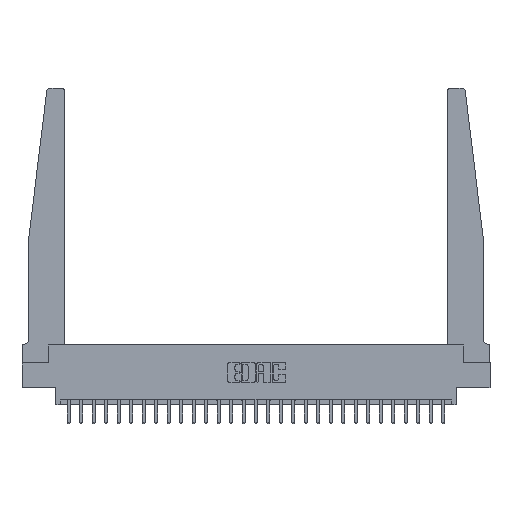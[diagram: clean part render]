
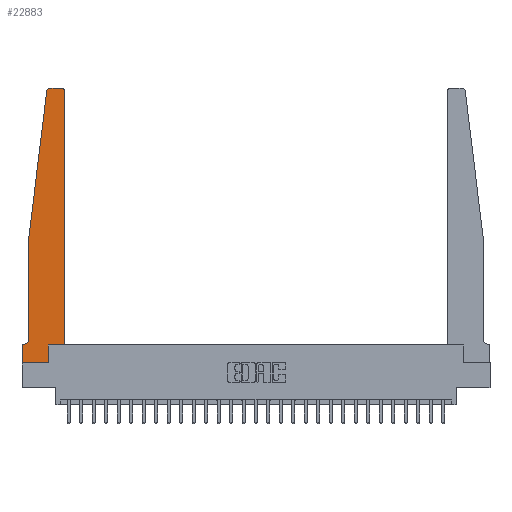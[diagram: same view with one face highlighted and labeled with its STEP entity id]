
A CAD part, top view. The second image highlights one B-rep face of the part: STEP entity #22883.
In plain terms, the highlighted planar face has unit normal (0, 0, 1).
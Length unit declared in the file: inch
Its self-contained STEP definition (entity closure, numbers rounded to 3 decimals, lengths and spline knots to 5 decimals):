
#264 = ORIENTED_EDGE ( 'NONE', *, *, #4166, .T. ) ;
#714 = VERTEX_POINT ( 'NONE', #14470 ) ;
#822 = VECTOR ( 'NONE', #16551, 39.37008 ) ;
#1072 = VECTOR ( 'NONE', #14204, 39.37008 ) ;
#1239 = VERTEX_POINT ( 'NONE', #18294 ) ;
#1384 = LINE ( 'NONE', #9811, #13871 ) ;
#1524 = EDGE_CURVE ( 'NONE', #10641, #17797, #2867, .T. ) ;
#2004 = CARTESIAN_POINT ( 'NONE',  ( 0.2605, 0., 0.37 ) ) ;
#2768 = EDGE_CURVE ( 'NONE', #5215, #10641, #20718, .T. ) ;
#2867 = LINE ( 'NONE', #4815, #8725 ) ;
#3008 = VECTOR ( 'NONE', #25150, 39.37008 ) ;
#3069 = EDGE_CURVE ( 'NONE', #8439, #21212, #1384, .T. ) ;
#3953 = ORIENTED_EDGE ( 'NONE', *, *, #3069, .T. ) ;
#4122 = VECTOR ( 'NONE', #16236, 39.37008 ) ;
#4151 = AXIS2_PLACEMENT_3D ( 'NONE', #21499, #9005, #12966 ) ;
#4166 = EDGE_CURVE ( 'NONE', #714, #5215, #23451, .T. ) ;
#4815 = CARTESIAN_POINT ( 'NONE',  ( 0.425, 0.18, 0.37 ) ) ;
#5215 = VERTEX_POINT ( 'NONE', #2004 ) ;
#5318 = FACE_OUTER_BOUND ( 'NONE', #21831, .T. ) ;
#5830 = ORIENTED_EDGE ( 'NONE', *, *, #17757, .T. ) ;
#6151 = CARTESIAN_POINT ( 'NONE',  ( 0.2605, 0.18, 0.37 ) ) ;
#6375 = CARTESIAN_POINT ( 'NONE',  ( 0.425, 0.18, 0.37 ) ) ;
#6630 = VERTEX_POINT ( 'NONE', #14667 ) ;
#7092 = ORIENTED_EDGE ( 'NONE', *, *, #8605, .T. ) ;
#7474 = AXIS2_PLACEMENT_3D ( 'NONE', #18495, #26888, #12043 ) ;
#7744 = DIRECTION ( 'NONE',  ( 0., -1., 0. ) ) ;
#7926 = EDGE_CURVE ( 'NONE', #16610, #8439, #14438, .T. ) ;
#8178 = CARTESIAN_POINT ( 'NONE',  ( 0.25, 2.75, 0.37 ) ) ;
#8414 = VERTEX_POINT ( 'NONE', #14773 ) ;
#8439 = VERTEX_POINT ( 'NONE', #23179 ) ;
#8605 = EDGE_CURVE ( 'NONE', #22907, #6630, #24895, .T. ) ;
#8686 = CARTESIAN_POINT ( 'NONE',  ( 0.2605, 0.18, 0.37 ) ) ;
#8725 = VECTOR ( 'NONE', #9492, 39.37008 ) ;
#9005 = DIRECTION ( 'NONE',  ( 0., 0., -1. ) ) ;
#9168 = CARTESIAN_POINT ( 'NONE',  ( 0.395, 2.72, 0.37 ) ) ;
#9173 = CARTESIAN_POINT ( 'NONE',  ( 0., 0., 0.37 ) ) ;
#9492 = DIRECTION ( 'NONE',  ( 1., 0., 0. ) ) ;
#9811 = CARTESIAN_POINT ( 'NONE',  ( 0.065, 1.25, 0.37 ) ) ;
#10641 = VERTEX_POINT ( 'NONE', #8686 ) ;
#10753 = VECTOR ( 'NONE', #14734, 39.37008 ) ;
#10780 = VECTOR ( 'NONE', #26907, 39.37008 ) ;
#11503 = DIRECTION ( 'NONE',  ( 0., 0., 1. ) ) ;
#11557 = EDGE_CURVE ( 'NONE', #6630, #8414, #27013, .T. ) ;
#11762 = CARTESIAN_POINT ( 'NONE',  ( 0., 0., 0.37 ) ) ;
#12043 = DIRECTION ( 'NONE',  ( 1., 0., 0. ) ) ;
#12527 = ORIENTED_EDGE ( 'NONE', *, *, #19013, .T. ) ;
#12966 = DIRECTION ( 'NONE',  ( -1., 0., 0. ) ) ;
#13025 = AXIS2_PLACEMENT_3D ( 'NONE', #9168, #26192, #15179 ) ;
#13674 = LINE ( 'NONE', #11762, #1072 ) ;
#13732 = CARTESIAN_POINT ( 'NONE',  ( 0.24675, 2.72367, 0.37 ) ) ;
#13871 = VECTOR ( 'NONE', #7744, 39.37008 ) ;
#14204 = DIRECTION ( 'NONE',  ( 0., -1., 0. ) ) ;
#14438 = LINE ( 'NONE', #18705, #4122 ) ;
#14470 = CARTESIAN_POINT ( 'NONE',  ( 0., 0., 0.37 ) ) ;
#14667 = CARTESIAN_POINT ( 'NONE',  ( 0.395, 2.75, 0.37 ) ) ;
#14675 = CIRCLE ( 'NONE', #4151, 0.05 ) ;
#14734 = DIRECTION ( 'NONE',  ( 0., 1., 0. ) ) ;
#14773 = CARTESIAN_POINT ( 'NONE',  ( 0.27653, 2.75, 0.37 ) ) ;
#15179 = DIRECTION ( 'NONE',  ( 1., 0., 0. ) ) ;
#16236 = DIRECTION ( 'NONE',  ( -0.122, -0.992, 0. ) ) ;
#16551 = DIRECTION ( 'NONE',  ( -1., 0., 0. ) ) ;
#16610 = VERTEX_POINT ( 'NONE', #13732 ) ;
#16862 = LINE ( 'NONE', #23065, #3008 ) ;
#17179 = ORIENTED_EDGE ( 'NONE', *, *, #25817, .T. ) ;
#17326 = ORIENTED_EDGE ( 'NONE', *, *, #27039, .T. ) ;
#17388 = ORIENTED_EDGE ( 'NONE', *, *, #17488, .T. ) ;
#17488 = EDGE_CURVE ( 'NONE', #1239, #714, #13674, .T. ) ;
#17651 = VERTEX_POINT ( 'NONE', #27131 ) ;
#17667 = PLANE ( 'NONE',  #19217 ) ;
#17757 = EDGE_CURVE ( 'NONE', #17797, #22907, #25214, .T. ) ;
#17797 = VERTEX_POINT ( 'NONE', #25997 ) ;
#18294 = CARTESIAN_POINT ( 'NONE',  ( 0., 0.1875, 0.37 ) ) ;
#18495 = CARTESIAN_POINT ( 'NONE',  ( 0.27653, 2.72, 0.37 ) ) ;
#18705 = CARTESIAN_POINT ( 'NONE',  ( 0.065, 1.25, 0.37 ) ) ;
#19013 = EDGE_CURVE ( 'NONE', #21212, #17651, #14675, .T. ) ;
#19094 = CARTESIAN_POINT ( 'NONE',  ( 0.065, 0.2375, 0.37 ) ) ;
#19217 = AXIS2_PLACEMENT_3D ( 'NONE', #24009, #11503, #26065 ) ;
#19592 = DIRECTION ( 'NONE',  ( 1., 0., 0. ) ) ;
#20053 = VECTOR ( 'NONE', #19592, 39.37008 ) ;
#20718 = LINE ( 'NONE', #6151, #10780 ) ;
#21212 = VERTEX_POINT ( 'NONE', #19094 ) ;
#21239 = ORIENTED_EDGE ( 'NONE', *, *, #2768, .T. ) ;
#21499 = CARTESIAN_POINT ( 'NONE',  ( 0.015, 0.2375, 0.37 ) ) ;
#21615 = ORIENTED_EDGE ( 'NONE', *, *, #1524, .T. ) ;
#21831 = EDGE_LOOP ( 'NONE', ( #26921, #17326, #23381, #3953, #12527, #17179, #17388, #264, #21239, #21615, #5830, #7092 ) ) ;
#21937 = CIRCLE ( 'NONE', #7474, 0.03 ) ;
#22883 = ADVANCED_FACE ( 'NONE', ( #5318 ), #17667, .T. ) ;
#22907 = VERTEX_POINT ( 'NONE', #24286 ) ;
#23065 = CARTESIAN_POINT ( 'NONE',  ( 0.065, 0.1875, 0.37 ) ) ;
#23179 = CARTESIAN_POINT ( 'NONE',  ( 0.065, 1.25, 0.37 ) ) ;
#23381 = ORIENTED_EDGE ( 'NONE', *, *, #7926, .T. ) ;
#23451 = LINE ( 'NONE', #9173, #20053 ) ;
#24009 = CARTESIAN_POINT ( 'NONE',  ( 0., 0.1875, 0.37 ) ) ;
#24286 = CARTESIAN_POINT ( 'NONE',  ( 0.425, 2.72, 0.37 ) ) ;
#24895 = CIRCLE ( 'NONE', #13025, 0.03 ) ;
#25150 = DIRECTION ( 'NONE',  ( -1., 0., 0. ) ) ;
#25214 = LINE ( 'NONE', #6375, #10753 ) ;
#25817 = EDGE_CURVE ( 'NONE', #17651, #1239, #16862, .T. ) ;
#25997 = CARTESIAN_POINT ( 'NONE',  ( 0.425, 0.18, 0.37 ) ) ;
#26065 = DIRECTION ( 'NONE',  ( 1., 0., 0. ) ) ;
#26192 = DIRECTION ( 'NONE',  ( 0., 0., 1. ) ) ;
#26888 = DIRECTION ( 'NONE',  ( 0., 0., 1. ) ) ;
#26907 = DIRECTION ( 'NONE',  ( 0., 1., 0. ) ) ;
#26921 = ORIENTED_EDGE ( 'NONE', *, *, #11557, .T. ) ;
#27013 = LINE ( 'NONE', #8178, #822 ) ;
#27039 = EDGE_CURVE ( 'NONE', #8414, #16610, #21937, .T. ) ;
#27131 = CARTESIAN_POINT ( 'NONE',  ( 0.015, 0.1875, 0.37 ) ) ;
